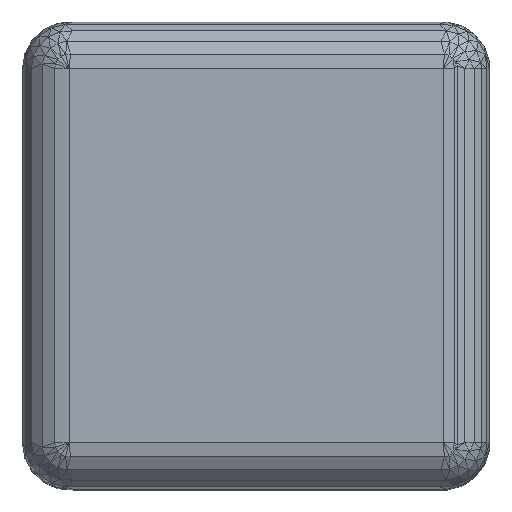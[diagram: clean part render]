
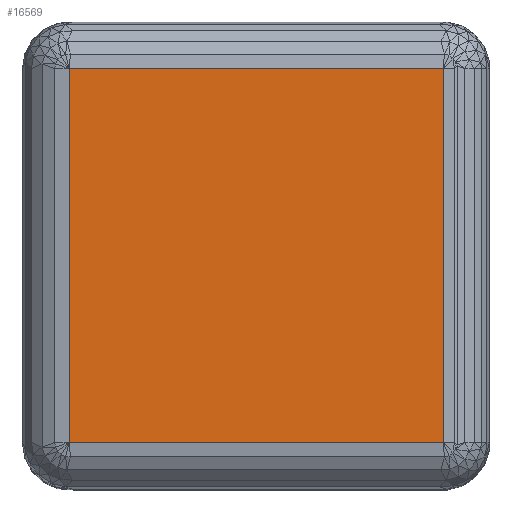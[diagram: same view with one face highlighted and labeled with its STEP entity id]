
A CAD part, top view. The second image highlights one B-rep face of the part: STEP entity #16569.
In plain terms, the highlighted planar face has unit normal (0, 0, 1).
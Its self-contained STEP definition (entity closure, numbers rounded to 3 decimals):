
#5159 = VERTEX_POINT('',#5160);
#5160 = CARTESIAN_POINT('',(-20.,20.,55.));
#5174 = PLANE('',#5175);
#5175 = AXIS2_PLACEMENT_3D('',#5176,#5177,#5178);
#5176 = CARTESIAN_POINT('',(-20.773,0.,54.878));
#5177 = DIRECTION('',(-0.156,0.,0.988));
#5178 = DIRECTION('',(0.988,0.,0.156));
#5651 = PLANE('',#5652);
#5652 = AXIS2_PLACEMENT_3D('',#5653,#5654,#5655);
#5653 = CARTESIAN_POINT('',(0.064,20.77,
    54.878));
#5654 = DIRECTION('',(0.,0.157,0.988)
  );
#5655 = DIRECTION('',(0.,0.988,-0.157
    ));
#6570 = VERTEX_POINT('',#6571);
#6571 = CARTESIAN_POINT('',(20.,-20.,55.));
#6592 = PLANE('',#6593);
#6593 = AXIS2_PLACEMENT_3D('',#6594,#6595,#6596);
#6594 = CARTESIAN_POINT('',(0.064,-20.77,
    54.878));
#6595 = DIRECTION('',(0.,-0.157,0.988)
  );
#6596 = DIRECTION('',(0.,0.988,0.157)
  );
#7288 = PLANE('',#7289);
#7289 = AXIS2_PLACEMENT_3D('',#7290,#7291,#7292);
#7290 = CARTESIAN_POINT('',(20.598,0.,54.927));
#7291 = DIRECTION('',(0.121,0.,0.993));
#7292 = DIRECTION('',(0.993,0.,-0.121));
#9267 = VERTEX_POINT('',#9268);
#9268 = CARTESIAN_POINT('',(20.,20.,55.));
#12662 = EDGE_CURVE('',#9267,#5159,#12663,.T.);
#12663 = SURFACE_CURVE('',#12664,(#12668,#12675),.PCURVE_S1.);
#12664 = LINE('',#12665,#12666);
#12665 = CARTESIAN_POINT('',(20.,20.,55.));
#12666 = VECTOR('',#12667,1.);
#12667 = DIRECTION('',(-1.,0.,0.));
#12668 = PCURVE('',#5651,#12669);
#12669 = DEFINITIONAL_REPRESENTATION('',(#12670),#12674);
#12670 = LINE('',#12671,#12672);
#12671 = CARTESIAN_POINT('',(-0.78,-19.936));
#12672 = VECTOR('',#12673,1.);
#12673 = DIRECTION('',(0.,1.));
#12674 = ( GEOMETRIC_REPRESENTATION_CONTEXT(2) 
PARAMETRIC_REPRESENTATION_CONTEXT() REPRESENTATION_CONTEXT('2D SPACE',''
  ) );
#12675 = PCURVE('',#12676,#12681);
#12676 = PLANE('',#12677);
#12677 = AXIS2_PLACEMENT_3D('',#12678,#12679,#12680);
#12678 = CARTESIAN_POINT('',(0.,0.,55.));
#12679 = DIRECTION('',(0.,0.,1.));
#12680 = DIRECTION('',(1.,0.,-0.));
#12681 = DEFINITIONAL_REPRESENTATION('',(#12682),#12686);
#12682 = LINE('',#12683,#12684);
#12683 = CARTESIAN_POINT('',(20.,20.));
#12684 = VECTOR('',#12685,1.);
#12685 = DIRECTION('',(-1.,0.));
#12686 = ( GEOMETRIC_REPRESENTATION_CONTEXT(2) 
PARAMETRIC_REPRESENTATION_CONTEXT() REPRESENTATION_CONTEXT('2D SPACE',''
  ) );
#14151 = VERTEX_POINT('',#14152);
#14152 = CARTESIAN_POINT('',(-20.,-20.,55.));
#14592 = EDGE_CURVE('',#14151,#6570,#14593,.T.);
#14593 = SURFACE_CURVE('',#14594,(#14598,#14605),.PCURVE_S1.);
#14594 = LINE('',#14595,#14596);
#14595 = CARTESIAN_POINT('',(-20.,-20.,55.));
#14596 = VECTOR('',#14597,1.);
#14597 = DIRECTION('',(1.,0.,0.));
#14598 = PCURVE('',#6592,#14599);
#14599 = DEFINITIONAL_REPRESENTATION('',(#14600),#14604);
#14600 = LINE('',#14601,#14602);
#14601 = CARTESIAN_POINT('',(0.78,20.064));
#14602 = VECTOR('',#14603,1.);
#14603 = DIRECTION('',(0.,-1.));
#14604 = ( GEOMETRIC_REPRESENTATION_CONTEXT(2) 
PARAMETRIC_REPRESENTATION_CONTEXT() REPRESENTATION_CONTEXT('2D SPACE',''
  ) );
#14605 = PCURVE('',#12676,#14606);
#14606 = DEFINITIONAL_REPRESENTATION('',(#14607),#14611);
#14607 = LINE('',#14608,#14609);
#14608 = CARTESIAN_POINT('',(-20.,-20.));
#14609 = VECTOR('',#14610,1.);
#14610 = DIRECTION('',(1.,0.));
#14611 = ( GEOMETRIC_REPRESENTATION_CONTEXT(2) 
PARAMETRIC_REPRESENTATION_CONTEXT() REPRESENTATION_CONTEXT('2D SPACE',''
  ) );
#16549 = EDGE_CURVE('',#14151,#5159,#16550,.T.);
#16550 = SURFACE_CURVE('',#16551,(#16555,#16562),.PCURVE_S1.);
#16551 = LINE('',#16552,#16553);
#16552 = CARTESIAN_POINT('',(-20.,-20.,55.));
#16553 = VECTOR('',#16554,1.);
#16554 = DIRECTION('',(0.,1.,0.));
#16555 = PCURVE('',#5174,#16556);
#16556 = DEFINITIONAL_REPRESENTATION('',(#16557),#16561);
#16557 = LINE('',#16558,#16559);
#16558 = CARTESIAN_POINT('',(0.782,-20.));
#16559 = VECTOR('',#16560,1.);
#16560 = DIRECTION('',(0.,1.));
#16561 = ( GEOMETRIC_REPRESENTATION_CONTEXT(2) 
PARAMETRIC_REPRESENTATION_CONTEXT() REPRESENTATION_CONTEXT('2D SPACE',''
  ) );
#16562 = PCURVE('',#12676,#16563);
#16563 = DEFINITIONAL_REPRESENTATION('',(#16564),#16568);
#16564 = LINE('',#16565,#16566);
#16565 = CARTESIAN_POINT('',(-20.,-20.));
#16566 = VECTOR('',#16567,1.);
#16567 = DIRECTION('',(0.,1.));
#16568 = ( GEOMETRIC_REPRESENTATION_CONTEXT(2) 
PARAMETRIC_REPRESENTATION_CONTEXT() REPRESENTATION_CONTEXT('2D SPACE',''
  ) );
#16569 = ADVANCED_FACE('',(#16570),#12676,.T.);
#16570 = FACE_BOUND('',#16571,.T.);
#16571 = EDGE_LOOP('',(#16572,#16573,#16574,#16595));
#16572 = ORIENTED_EDGE('',*,*,#16549,.F.);
#16573 = ORIENTED_EDGE('',*,*,#14592,.T.);
#16574 = ORIENTED_EDGE('',*,*,#16575,.F.);
#16575 = EDGE_CURVE('',#9267,#6570,#16576,.T.);
#16576 = SURFACE_CURVE('',#16577,(#16581,#16588),.PCURVE_S1.);
#16577 = LINE('',#16578,#16579);
#16578 = CARTESIAN_POINT('',(20.,20.,55.));
#16579 = VECTOR('',#16580,1.);
#16580 = DIRECTION('',(0.,-1.,0.));
#16581 = PCURVE('',#12676,#16582);
#16582 = DEFINITIONAL_REPRESENTATION('',(#16583),#16587);
#16583 = LINE('',#16584,#16585);
#16584 = CARTESIAN_POINT('',(20.,20.));
#16585 = VECTOR('',#16586,1.);
#16586 = DIRECTION('',(0.,-1.));
#16587 = ( GEOMETRIC_REPRESENTATION_CONTEXT(2) 
PARAMETRIC_REPRESENTATION_CONTEXT() REPRESENTATION_CONTEXT('2D SPACE',''
  ) );
#16588 = PCURVE('',#7288,#16589);
#16589 = DEFINITIONAL_REPRESENTATION('',(#16590),#16594);
#16590 = LINE('',#16591,#16592);
#16591 = CARTESIAN_POINT('',(-0.603,20.));
#16592 = VECTOR('',#16593,1.);
#16593 = DIRECTION('',(0.,-1.));
#16594 = ( GEOMETRIC_REPRESENTATION_CONTEXT(2) 
PARAMETRIC_REPRESENTATION_CONTEXT() REPRESENTATION_CONTEXT('2D SPACE',''
  ) );
#16595 = ORIENTED_EDGE('',*,*,#12662,.T.);
